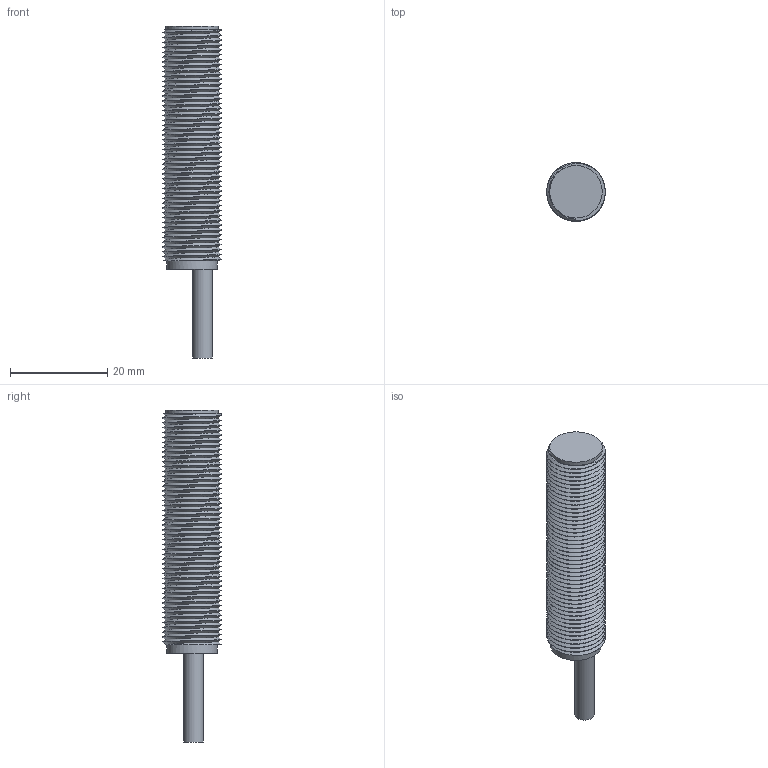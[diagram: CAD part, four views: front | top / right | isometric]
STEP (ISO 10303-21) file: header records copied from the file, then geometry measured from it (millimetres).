
FILE_DESCRIPTION(/* description */ (''),/* implementation_level */ '2;1');
FILE_NAME(/* name */ 'M12_B_KABEL_I1SF-M1202N-O3U2.stp',/* time_stamp */ '2021-08-12T07:18:38+02:00',/* author */ ('S. Sandt'),/* organization */ ('di-soric GmbH & Co. KG'),/* preprocessor_version */ 'ST-DEVELOPER v18.1',/* originating_system */ 'Autodesk Inventor 2021',/* authorisation */ '');
FILE_SCHEMA (('AUTOMOTIVE_DESIGN { 1 0 10303 214 3 1 1 }'));
Length unit declared in the file: millimetre
Products named in the file (1): Bauteil25
Bounding box: 12 x 12 x 68.2 mm (x, y, z)
Volume: 1868.1 mm3; surface area: 4896.3 mm2
Topology: 2 solids, 2 shells, 69 faces, 180 edges, 121 vertices
Faces by surface type: cylinder 56, plane 11, bspline 2
Full cylindrical faces by diameter (mm): 3 x1, 4 x1, 8.4 x1, 9.4 x1, 10.4 x2, 10.8 x1, 12 x47
Entity records: 9189 total; most frequent: CARTESIAN_POINT 7637, ORIENTED_EDGE 360, DIRECTION 233, EDGE_CURVE 180, VERTEX_POINT 121, B_SPLINE_CURVE_WITH_KNOTS 102, AXIS2_PLACEMENT_3D 88, EDGE_LOOP 75
